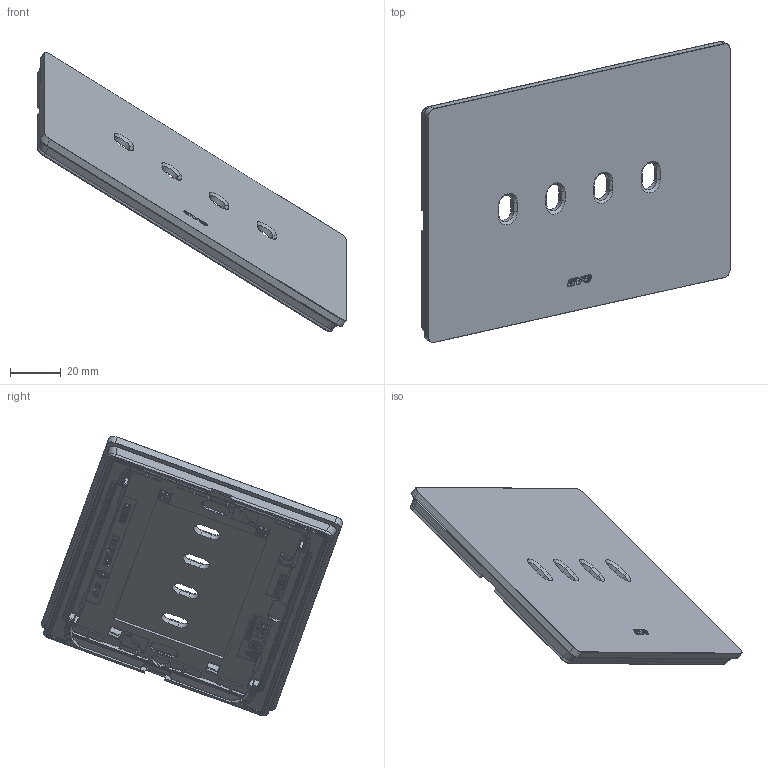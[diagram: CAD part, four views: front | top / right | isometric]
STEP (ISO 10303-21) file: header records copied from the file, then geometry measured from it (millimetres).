
FILE_DESCRIPTION(('CATIA V5 STEP Exchange'),'2;1');
FILE_NAME('44PANQ04@.stp','2025-05-13T09:13:15+00:00',('none'),('none'),'CATIA Version 5-6 Release 2016 SP6','CATIA V5 STEP AP203','none');
FILE_SCHEMA(('CONFIG_CONTROL_DESIGN'));
Products named in the file (1): 44PANQ04@
Assembly tree (4 placements, depth 2):
  44PANQ04@
    #57
    #8726
    #149001
    #149966
Bounding box: 121.6 x 118.66 x 110.05 mm (x, y, z)
Volume: 62200.4 mm3; surface area: 73279.9 mm2
Topology: 60 solids, 60 shells, 4368 faces, 11270 edges, 7005 vertices
Faces by surface type: plane 2363, cylinder 1000, bspline 583, torus 180, cone 102, extrusion 64, sphere 56, revolution 20
Entity records: 157588 total; most frequent: CARTESIAN_POINT 64136, ORIENTED_EDGE 22244, DIRECTION 13753, EDGE_CURVE 11122, VERTEX_POINT 7005, VECTOR 6990, LINE 6926, EDGE_LOOP 4559
